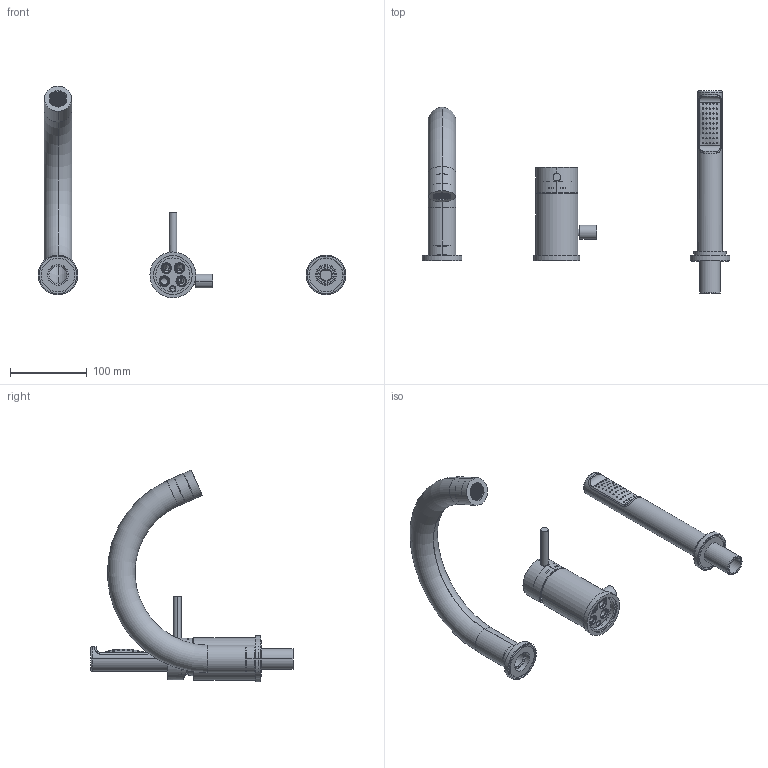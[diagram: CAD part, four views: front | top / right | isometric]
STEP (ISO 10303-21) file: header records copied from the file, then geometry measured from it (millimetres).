
FILE_DESCRIPTION((''),'2;1');
FILE_NAME('LIG046CR','2023-04-17T08:30:29',('simone.bertoli'),('PAFFONI SpA'),'CREO PARAMETRIC BY PTC INC, 2022124','CREO PARAMETRIC BY PTC INC, 2022124','');
FILE_SCHEMA(('CONFIG_CONTROL_DESIGN','SHAPE_APPEARANCE_LAYERS_GROUPS'));
Length unit declared in the file: millimetre
Products named in the file (1): LIG046CR
Bounding box: 402 x 265 x 276.71 mm (x, y, z)
Volume: 369043 mm3; surface area: 235180.2 mm2
Topology: 5 solids, 5 shells, 2312 faces, 6425 edges, 4149 vertices
Faces by surface type: plane 1319, cylinder 667, cone 173, bspline 94, torus 57, sphere 2
Entity records: 106631 total; most frequent: CARTESIAN_POINT 34957, ORIENTED_EDGE 12814, DIRECTION 11764, EDGE_CURVE 6407, VECTOR 4152, LINE 4152, VERTEX_POINT 4149, AXIS2_PLACEMENT_3D 3806
